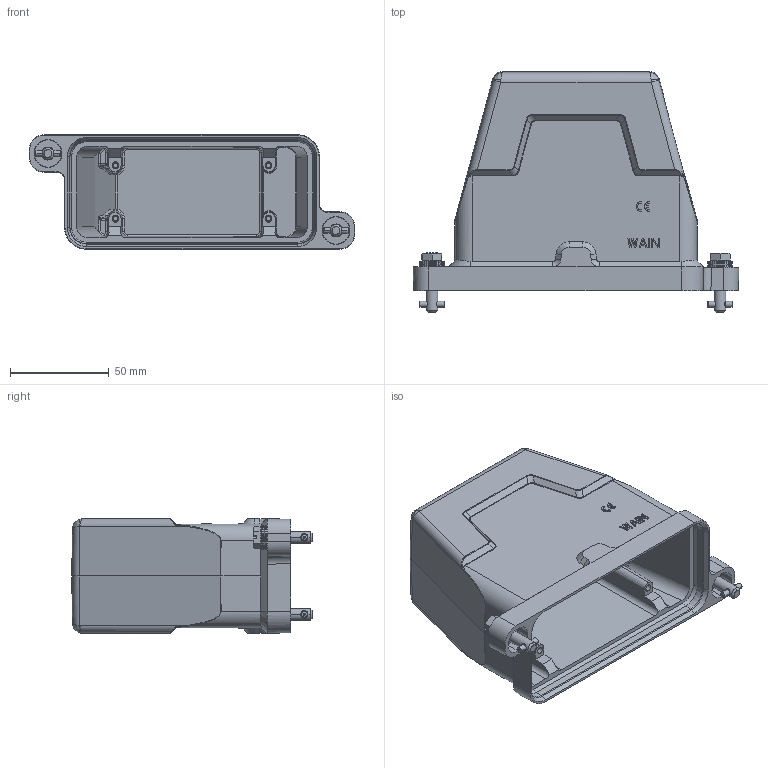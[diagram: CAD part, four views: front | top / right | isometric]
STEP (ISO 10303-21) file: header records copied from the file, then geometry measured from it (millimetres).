
FILE_DESCRIPTION((''),'2;1');
FILE_NAME('3D_1136165405013_HP16B_H-SEH-2T','2023-12-02T',('gq.wu'),(''),'CREO PARAMETRIC BY PTC INC, 2016130','CREO PARAMETRIC BY PTC INC, 2016130','');
FILE_SCHEMA(('CONFIG_CONTROL_DESIGN'));
Length unit declared in the file: millimetre
Products named in the file (1): 3D_1136165405013_HP16B_H-SEH-2T
Bounding box: 165 x 121.95 x 58 mm (x, y, z)
Volume: 204018.4 mm3; surface area: 83653.2 mm2
Topology: 1 solids, 5 shells, 795 faces, 2140 edges, 1377 vertices
Faces by surface type: plane 386, cylinder 183, cone 94, bspline 82, torus 20, revolution 16, sphere 14
Entity records: 29893 total; most frequent: CARTESIAN_POINT 10916, ORIENTED_EDGE 4268, DIRECTION 3519, EDGE_CURVE 2134, VERTEX_POINT 1377, AXIS2_PLACEMENT_3D 1234, VECTOR 1035, LINE 1035
